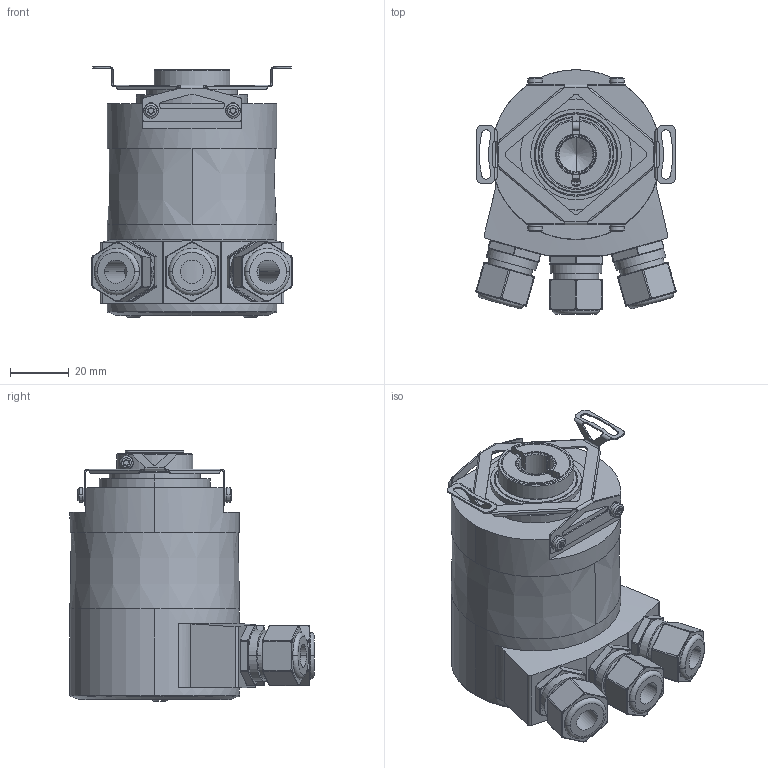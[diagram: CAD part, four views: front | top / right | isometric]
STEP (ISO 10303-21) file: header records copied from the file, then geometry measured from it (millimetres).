
FILE_DESCRIPTION((''),'2;1');
FILE_NAME('881323','2011-10-14T',('se2930'),(''),'PRO/ENGINEER BY PARAMETRIC TECHNOLOGY CORPORATION, 2010180','PRO/ENGINEER BY PARAMETRIC TECHNOLOGY CORPORATION, 2010180','');
FILE_SCHEMA(('CONFIG_CONTROL_DESIGN','SHAPE_APPEARANCE_LAYERS_GROUPS'));
Length unit declared in the file: millimetre
Products named in the file (1): 881323
Bounding box: 68.52 x 83.5 x 85.5 mm (x, y, z)
Volume: 210145 mm3; surface area: 41541.6 mm2
Topology: 1 solids, 3 shells, 999 faces, 2511 edges, 1544 vertices
Faces by surface type: cylinder 427, plane 266, bspline 148, sphere 80, cone 55, torus 23
Entity records: 35688 total; most frequent: CARTESIAN_POINT 12274, ORIENTED_EDGE 5014, DIRECTION 4730, EDGE_CURVE 2507, AXIS2_PLACEMENT_3D 1868, VERTEX_POINT 1544, EDGE_LOOP 1085, CIRCLE 1017
